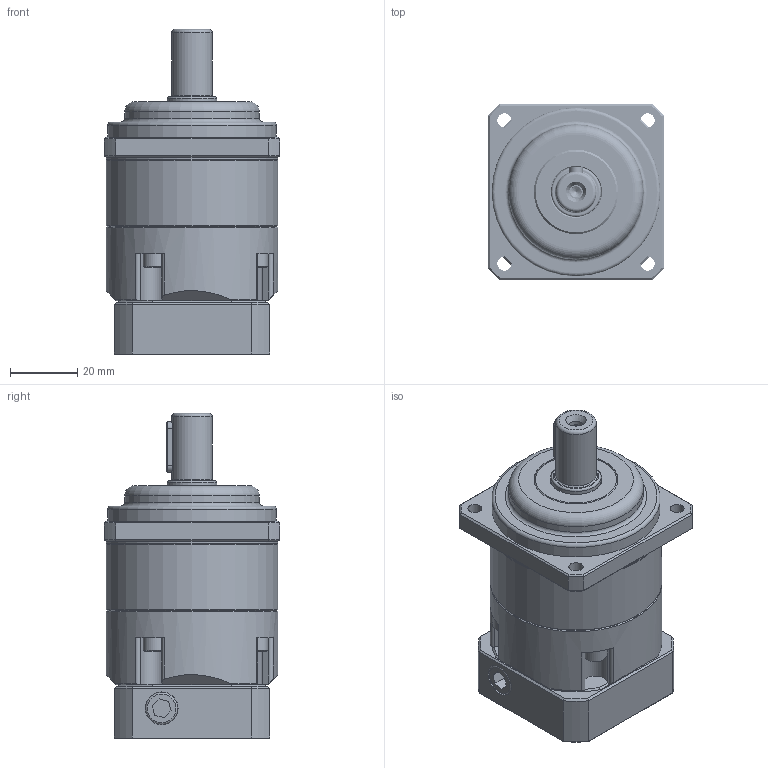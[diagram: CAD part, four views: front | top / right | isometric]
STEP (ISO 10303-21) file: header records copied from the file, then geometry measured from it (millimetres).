
FILE_DESCRIPTION((''),'2;1');
FILE_NAME('KFA50-1 (S11).stp','2013-12-03T16:22:14',('young'),(''),'Autodesk Inventor 2012','Autodesk Inventor 2012','');
FILE_SCHEMA(('AUTOMOTIVE_DESIGN { 1 0 10303 214 1 1 1 1 }'));
Length unit declared in the file: millimetre
Products named in the file (6): KFA50-1 (S11); KSN60-Set Collar-S11; 44-BK(KP13); BS 4168 : 부품 1 6각 소켓 머리 캡 나사 - 미터 M3 x 12; BS 4168 : 부품 1 6각 소켓 머리 캡 나사 - 미터 M4 x 12
Assembly tree (8 placements, depth 2):
  KFA50-1 (S11)
    KFA50-1 (S11)
    KSN60-Set Collar-S11
    44-BK(KP13)
    BS 4168 : 부품 1 6각 소켓 머리 캡 나사 - 미터 M3 x 12
    BS 4168 : 부품 1 6각 소켓 머리 캡 나사 - 미터 M4 x 12  x4
Bounding box: 52 x 52 x 96.5 mm (x, y, z)
Volume: 86878.2 mm3; surface area: 50705.2 mm2
Topology: 20 solids, 20 shells, 665 faces, 2042 edges, 1450 vertices
Faces by surface type: cylinder 306, plane 239, cone 85, torus 23, bspline 12
Full cylindrical faces by diameter (mm): 3 x1, 3.3 x15, 4 x197, 4.2 x4, 4.5 x12, 5.5 x1, 6 x1, 7 x8, 7.5 x4, 9.5 x2, 11 x1, 11.1 x1, 12 x1, 12.817 x1, 14.8 x1, 15 x1, 17 x1, 19.8 x1, 20 x1, 22 x1, 23 x1, 25 x2, 28 x1, 30 x3, 32 x4, 38 x3, 40 x1, 50 x1, 51 x3
Entity records: 51111 total; most frequent: CARTESIAN_POINT 38719, ORIENTED_EDGE 3142, DIRECTION 1971, EDGE_CURVE 1571, VERTEX_POINT 1352, AXIS2_PLACEMENT_3D 814, EDGE_LOOP 657, FACE_OUTER_BOUND 428
